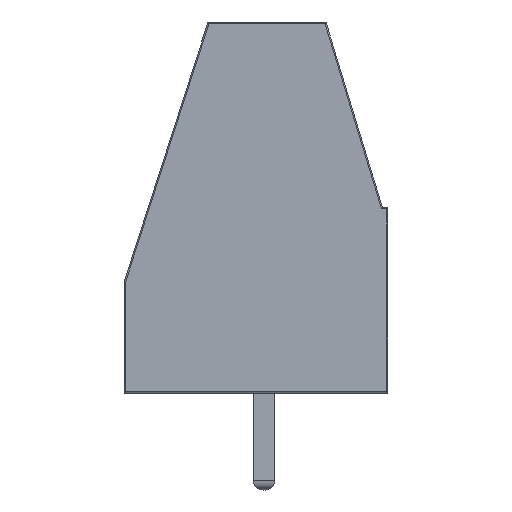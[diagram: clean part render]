
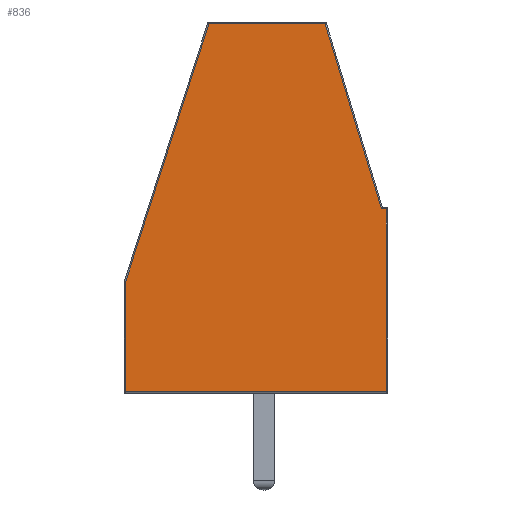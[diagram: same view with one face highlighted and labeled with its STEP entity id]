
A CAD part, left-side view. The second image highlights one B-rep face of the part: STEP entity #836.
In plain terms, the highlighted planar face has unit normal (-1, 0, 0).
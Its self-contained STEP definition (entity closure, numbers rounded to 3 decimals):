
#167 = VERTEX_POINT('',#168);
#168 = CARTESIAN_POINT('',(-2.54,-2.263,13.85));
#183 = EDGE_CURVE('',#184,#167,#186,.T.);
#184 = VERTEX_POINT('',#185);
#185 = CARTESIAN_POINT('',(-2.54,-4.363,6.95));
#186 = LINE('',#187,#188);
#187 = CARTESIAN_POINT('',(-2.54,-4.352,6.985));
#188 = VECTOR('',#189,1.);
#189 = DIRECTION('',(0.,0.291,0.957));
#816 = VERTEX_POINT('',#817);
#817 = CARTESIAN_POINT('',(-2.54,-4.55,6.95));
#826 = EDGE_CURVE('',#816,#184,#827,.T.);
#827 = LINE('',#828,#829);
#828 = CARTESIAN_POINT('',(-2.54,-4.6,6.95));
#829 = VECTOR('',#830,1.);
#830 = DIRECTION('',(0.,1.,0.));
#836 = ADVANCED_FACE('',(#837),#879,.T.);
#837 = FACE_BOUND('',#838,.T.);
#838 = EDGE_LOOP('',(#839,#847,#855,#863,#871,#877,#878));
#839 = ORIENTED_EDGE('',*,*,#840,.T.);
#840 = EDGE_CURVE('',#167,#841,#843,.T.);
#841 = VERTEX_POINT('',#842);
#842 = CARTESIAN_POINT('',(-2.54,2.044,13.85));
#843 = LINE('',#844,#845);
#844 = CARTESIAN_POINT('',(-2.54,-2.3,13.85));
#845 = VECTOR('',#846,1.);
#846 = DIRECTION('',(0.,1.,0.));
#847 = ORIENTED_EDGE('',*,*,#848,.T.);
#848 = EDGE_CURVE('',#841,#849,#851,.T.);
#849 = VERTEX_POINT('',#850);
#850 = CARTESIAN_POINT('',(-2.54,5.15,4.232));
#851 = LINE('',#852,#853);
#852 = CARTESIAN_POINT('',(-2.54,2.032,13.885));
#853 = VECTOR('',#854,1.);
#854 = DIRECTION('',(0.,0.307,-0.952));
#855 = ORIENTED_EDGE('',*,*,#856,.T.);
#856 = EDGE_CURVE('',#849,#857,#859,.T.);
#857 = VERTEX_POINT('',#858);
#858 = CARTESIAN_POINT('',(-2.54,5.15,0.15));
#859 = LINE('',#860,#861);
#860 = CARTESIAN_POINT('',(-2.54,5.15,4.24));
#861 = VECTOR('',#862,1.);
#862 = DIRECTION('',(0.,0.,-1.));
#863 = ORIENTED_EDGE('',*,*,#864,.T.);
#864 = EDGE_CURVE('',#857,#865,#867,.T.);
#865 = VERTEX_POINT('',#866);
#866 = CARTESIAN_POINT('',(-2.54,-4.55,0.15));
#867 = LINE('',#868,#869);
#868 = CARTESIAN_POINT('',(-2.54,5.2,0.15));
#869 = VECTOR('',#870,1.);
#870 = DIRECTION('',(0.,-1.,0.));
#871 = ORIENTED_EDGE('',*,*,#872,.T.);
#872 = EDGE_CURVE('',#865,#816,#873,.T.);
#873 = LINE('',#874,#875);
#874 = CARTESIAN_POINT('',(-2.54,-4.55,0.1));
#875 = VECTOR('',#876,1.);
#876 = DIRECTION('',(0.,0.,1.));
#877 = ORIENTED_EDGE('',*,*,#826,.T.);
#878 = ORIENTED_EDGE('',*,*,#183,.T.);
#879 = PLANE('',#880);
#880 = AXIS2_PLACEMENT_3D('',#881,#882,#883);
#881 = CARTESIAN_POINT('',(-2.54,0.097,6.175));
#882 = DIRECTION('',(-1.,0.,0.));
#883 = DIRECTION('',(0.,0.,-1.));
